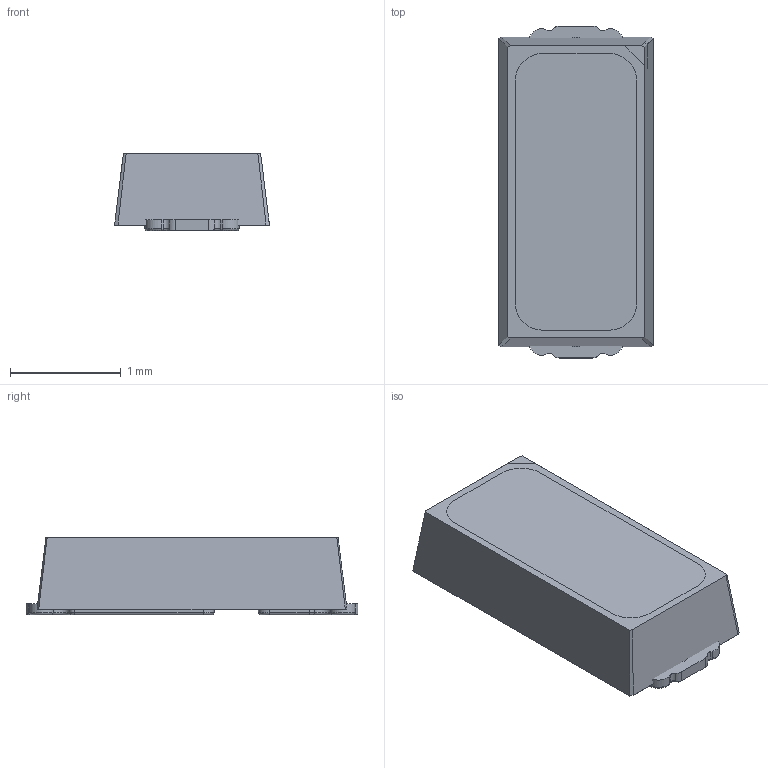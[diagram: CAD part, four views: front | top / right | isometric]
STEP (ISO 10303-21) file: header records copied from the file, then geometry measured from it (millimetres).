
FILE_DESCRIPTION(('FreeCAD Model'),'2;1');
FILE_NAME('Open CASCADE Shape Model','2022-11-29T09:41:38',('Author'),( ''),'Open CASCADE STEP processor 7.5','FreeCAD','Unknown');
FILE_SCHEMA(('AUTOMOTIVE_DESIGN { 1 0 10303 214 1 1 1 1 }'));
Length unit declared in the file: millimetre
Products named in the file (6): Part; Common; Body001; Body002; Pin; Pin001
Assembly tree (5 placements, depth 2):
  Part
    Common
    Body001
    Body002
    Pin
    Pin001
Bounding box: 1.4 x 3 x 0.7 mm (x, y, z)
Surface area: 37.8 mm2
Topology: 5 solids, 5 shells, 123 faces, 306 edges, 194 vertices
Faces by surface type: plane 49, cylinder 44, torus 22, cone 8
Full cylindrical faces by diameter (mm): 0.2 x2
Entity records: 8449 total; most frequent: CARTESIAN_POINT 2077, DIRECTION 1249, ORIENTED_EDGE 612, PCURVE 612, DEFINITIONAL_REPRESENTATION 612, LINE 582, VECTOR 582, EDGE_CURVE 306
